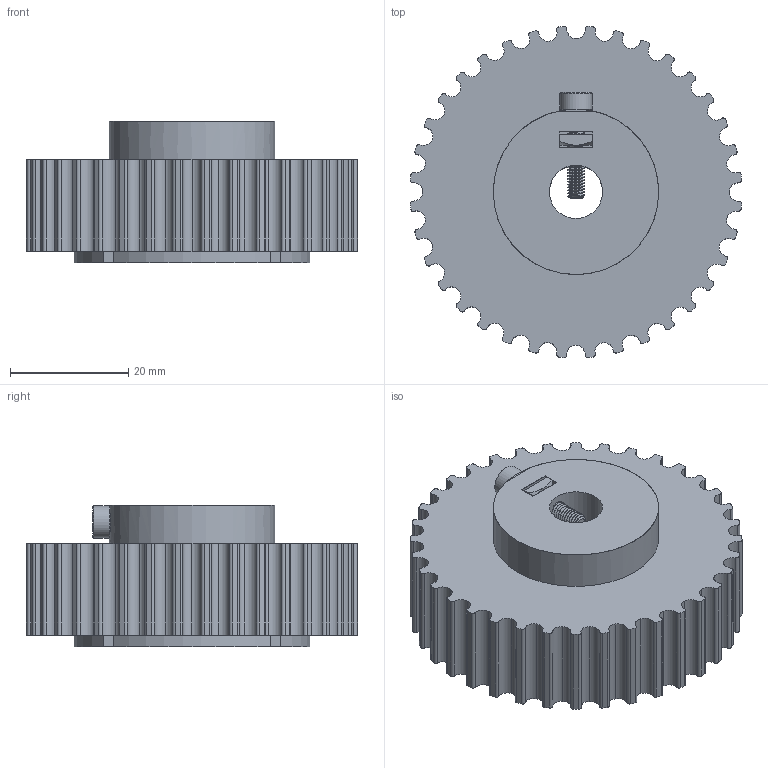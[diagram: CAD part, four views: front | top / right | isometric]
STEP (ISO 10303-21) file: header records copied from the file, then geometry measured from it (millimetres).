
FILE_DESCRIPTION(/* description */ (''),/* implementation_level */ '2;1');
FILE_NAME(/* name */ 'End Pulley Motor.step',/* time_stamp */ '2021-07-27T21:20:25-04:00',/* author */ (''),/* organization */ (''),/* preprocessor_version */ 'ST-DEVELOPER v18.1',/* originating_system */ 'Autodesk Translation Framework v10.9.0.1377',/* authorisation */ '');
FILE_SCHEMA (('AUTOMOTIVE_DESIGN { 1 0 10303 214 3 1 1 }'));
Length unit declared in the file: millimetre
Products named in the file (4): End Pulley; Pulley; 97258A101; 91290A572
Assembly tree (3 placements, depth 2):
  End Pulley
    Pulley
    97258A101
    91290A572
Bounding box: 56.06 x 56.06 x 24 mm (x, y, z)
Surface area: 22118.1 mm2
Topology: 4 solids, 4 shells, 559 faces, 1591 edges, 1054 vertices
Faces by surface type: cylinder 444, plane 92, cone 18, bspline 5
Full cylindrical faces by diameter (mm): 2.35 x28, 3 x32, 3.2 x4, 5.5 x1, 9 x2, 28 x2, 43 x2
Entity records: 22851 total; most frequent: CARTESIAN_POINT 7842, DIRECTION 3337, ORIENTED_EDGE 3182, EDGE_CURVE 1591, AXIS2_PLACEMENT_3D 1346, VERTEX_POINT 1054, CIRCLE 785, LINE 645
